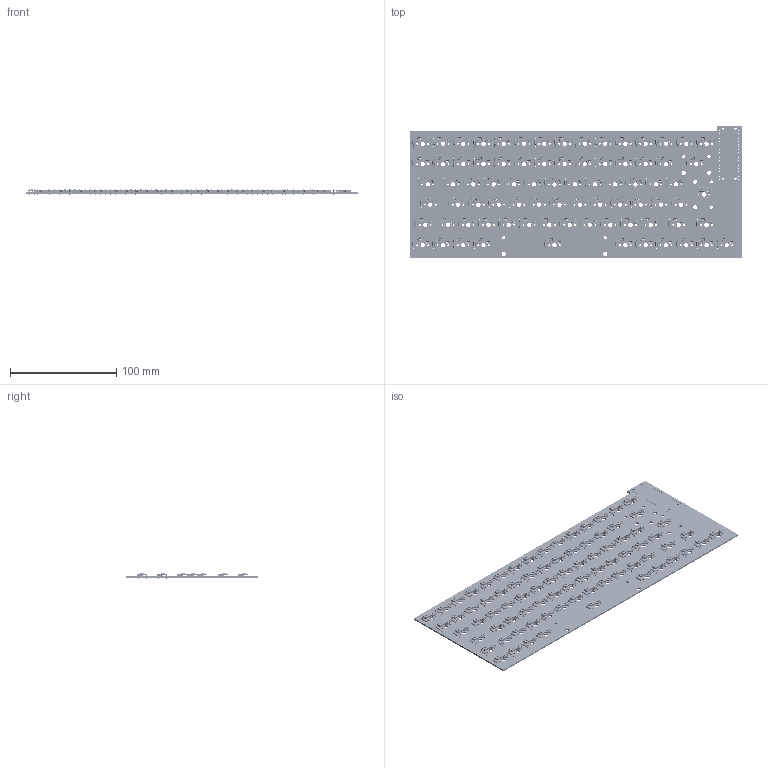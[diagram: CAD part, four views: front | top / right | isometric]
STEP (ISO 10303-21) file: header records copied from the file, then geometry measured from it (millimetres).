
FILE_DESCRIPTION(('KiCad electronic assembly'),'2;1');
FILE_NAME('jayden_keyboard.step','2025-03-21T13:28:43',('Pcbnew'),( 'Kicad'),'Open CASCADE STEP processor 7.9','KiCad to STEP converter' ,'Unknown');
FILE_SCHEMA(('AUTOMOTIVE_DESIGN { 1 0 10303 214 1 1 1 1 }'));
Length unit declared in the file: millimetre
Products named in the file (4): jayden_keyboard 1; MX-Hotswap-Socket; D_DO-35_SOD27_P7.62mm_Horizontal; jayden_keyboard_PCB
Assembly tree (163 placements, depth 2):
  jayden_keyboard 1
    MX-Hotswap-Socket  x81
    D_DO-35_SOD27_P7.62mm_Horizontal  x81
    jayden_keyboard_PCB
Bounding box: 311.94 x 123.83 x 5.01 mm (x, y, z)
Volume: 61146.1 mm3; surface area: 102228.4 mm2
Topology: 244 solids, 244 shells, 21043 faces, 54780 edges, 34873 vertices
Faces by surface type: plane 11753, cylinder 7022, cone 1620, torus 648
Full cylindrical faces by diameter (mm): 0.5 x243, 0.8 x162, 1 x40, 1.702 x162, 2 x162, 2.02 x81, 2.1 x4, 2.9 x162, 3 x162, 3.048 x6, 3.988 x87
Entity records: 34701 total; most frequent: DIRECTION 6017, CARTESIAN_POINT 5532, ORIENTED_EDGE 5080, EDGE_CURVE 2540, AXIS2_PLACEMENT_3D 2466, FACE_BOUND 2141, EDGE_LOOP 2141, VERTEX_POINT 1673
